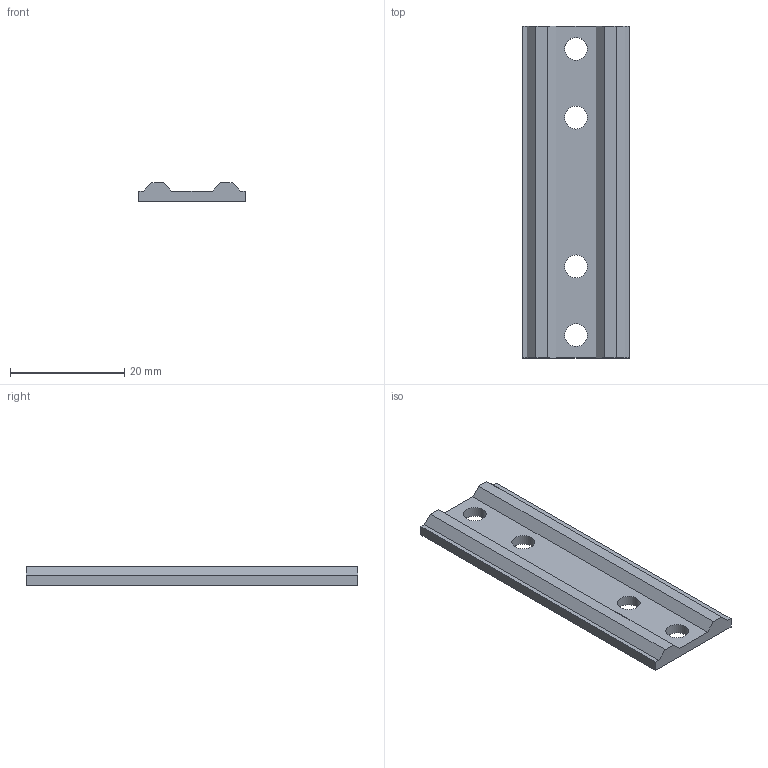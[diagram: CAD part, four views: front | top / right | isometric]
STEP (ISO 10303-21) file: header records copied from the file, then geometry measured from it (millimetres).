
FILE_DESCRIPTION(/* description */ ('STEP AP242','CAx-IF Rec.Pracs.---Representation and Presentation of Product Manufacturing Information (PMI)---4.0---2014-10-13','CAx-IF Rec.Pracs.---3D Tessellated Geometry---0.4---2014-09-14','2;1'),/* implementation_level */ '2;1');
FILE_NAME(/* name */ '672fd410ae1f23679eda9f04',/* time_stamp */ '2024-11-09T21:28:49Z',/* author */ (''),/* organization */ (''),/* preprocessor_version */ 'ST-DEVELOPER v20',/* originating_system */ 'ONSHAPE BY PTC INC, 1.189',/* authorisation */ ' ');
FILE_SCHEMA (('AP242_MANAGED_MODEL_BASED_3D_ENGINEERING_MIM_LF { 1 0 10303 442 1 1 4 }'));
Length unit declared in the file: metre
Products named in the file (1): Part 1
Bounding box: 18.6 x 58 x 3.3 mm (x, y, z)
Volume: 2460.4 mm3; surface area: 2588.5 mm2
Topology: 1 solids, 1 shells, 18 faces, 48 edges, 32 vertices
Faces by surface type: plane 14, cylinder 4
Full cylindrical faces by diameter (mm): 4 x4
Entity records: 578 total; most frequent: CARTESIAN_POINT 95, DIRECTION 90, ORIENTED_EDGE 88, EDGE_CURVE 44, LINE 36, VECTOR 36, VERTEX_POINT 32, EDGE_LOOP 30
